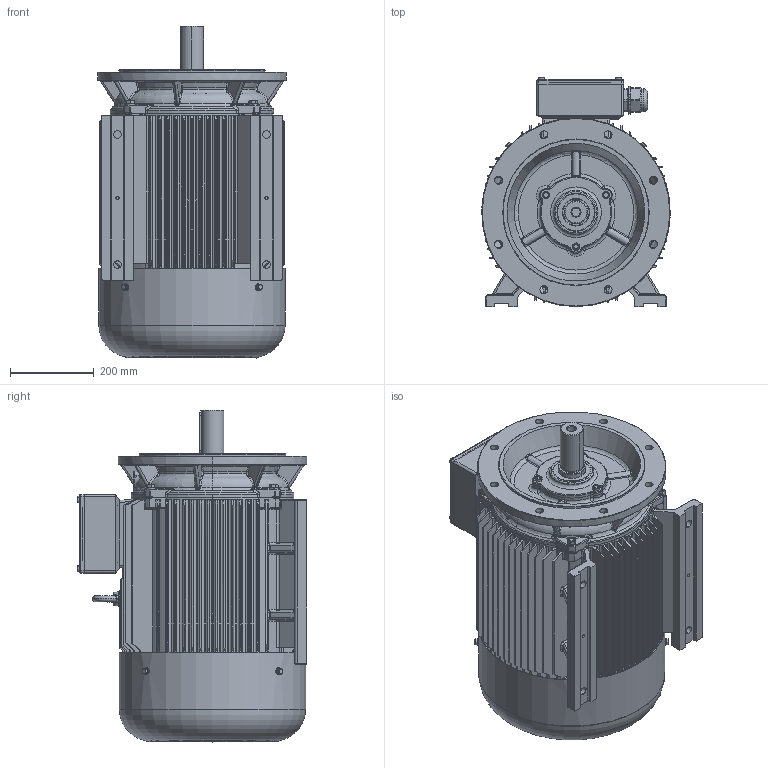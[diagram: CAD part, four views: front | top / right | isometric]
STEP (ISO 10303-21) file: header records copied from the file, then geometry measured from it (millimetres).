
FILE_DESCRIPTION(/* description */ (''),/* implementation_level */ '2;1');
FILE_NAME(/* name */ 'JM3-225M-2-B35.stp',/* time_stamp */ '2016-07-02T13:03:58+08:00',/* author */ (''),/* organization */ (''),/* preprocessor_version */ 'ST-DEVELOPER v15',/* originating_system */ 'SIEMENS PLM Software NX 8.5',/* authorisation */ '');
FILE_SCHEMA (('AUTOMOTIVE_DESIGN { 1 0 10303 214 3 1 1 1 }'));
Products named in the file (1): pc08107077o1jy
Bounding box: 450 x 547.8 x 792.99 mm (x, y, z)
Volume: 21606889.9 mm3; surface area: 5062500.6 mm2
Topology: 56 solids, 56 shells, 5024 faces, 13528 edges, 8757 vertices
Faces by surface type: plane 3053, cylinder 1008, bspline 484, torus 238, cone 203, sphere 38
Full cylindrical faces by diameter (mm): 7.188 x4, 8 x8, 8.4 x4, 9.026 x6, 10 x6, 10.863 x8, 11.2 x6, 11.5 x1, 12 x17, 12.6 x8, 16 x4, 19 x8, 20 x1, 34.375 x2, 40.625 x4, 48.438 x12, 49 x1, 50 x4, 51 x1, 51.562 x12, 52 x3, 53.906 x2, 65 x4, 66.406 x2, 72 x2, 85 x2, 90 x2, 105 x2, 130 x2, 140 x3
Entity records: 186505 total; most frequent: CARTESIAN_POINT 63503, ORIENTED_EDGE 26206, DIRECTION 22986, EDGE_CURVE 13103, LINE 8664, VECTOR 8664, VERTEX_POINT 8634, AXIS2_PLACEMENT_3D 7161
